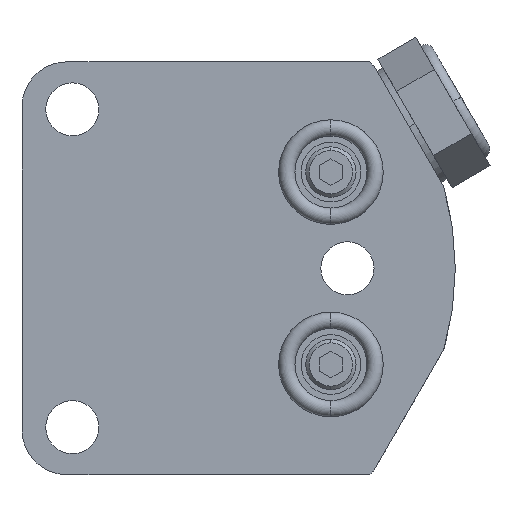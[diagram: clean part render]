
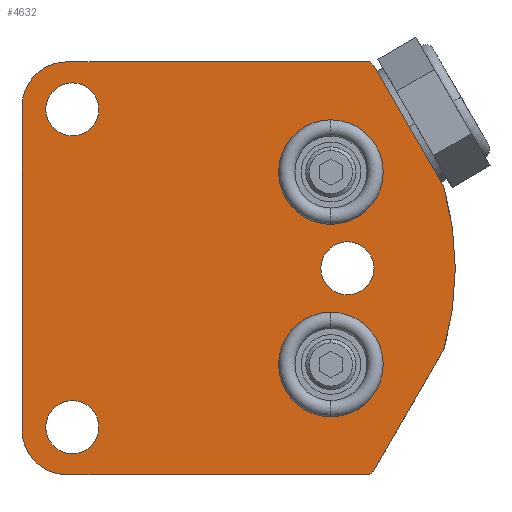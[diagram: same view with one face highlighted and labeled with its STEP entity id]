
A CAD part, left-side view. The second image highlights one B-rep face of the part: STEP entity #4632.
In plain terms, the highlighted planar face has unit normal (-1, 0, 0).
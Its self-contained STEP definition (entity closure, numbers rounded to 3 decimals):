
#1495=CARTESIAN_POINT('',(-26.441,10.592,-17.603));
#1496=DIRECTION('',(-1.,0.,0.));
#1497=DIRECTION('',(0.,1.,0.));
#1498=AXIS2_PLACEMENT_3D('',#1495,#1496,#1497);
#1503=DIRECTION('',(0.,0.,1.));
#1504=VECTOR('',#1503,35.205);
#1505=CARTESIAN_POINT('',(-26.441,15.494,-17.603));
#1506=LINE('',#1505,#1504);
#1510=CARTESIAN_POINT('',(-26.441,10.592,17.603));
#1511=DIRECTION('',(-1.,0.,0.));
#1512=DIRECTION('',(0.,0.,1.));
#1513=AXIS2_PLACEMENT_3D('',#1510,#1511,#1512);
#1518=DIRECTION('',(0.,-1.,0.));
#1519=VECTOR('',#1518,32.989);
#1520=CARTESIAN_POINT('',(-26.441,10.592,22.505));
#1521=LINE('',#1520,#1519);
#1525=CARTESIAN_POINT('',(-26.441,0.,0.));
#1526=DIRECTION('',(1.,0.,0.));
#1527=DIRECTION('',(0.,-0.705,0.709));
#1528=AXIS2_PLACEMENT_3D('',#1525,#1526,#1527);
#1533=DIRECTION('',(0.,-0.5,-0.866));
#1534=VECTOR('',#1533,15.127);
#1535=CARTESIAN_POINT('',(-26.441,-22.923,21.968));
#1536=LINE('',#1535,#1534);
#1540=CARTESIAN_POINT('',(-26.441,0.,0.));
#1541=DIRECTION('',(1.,0.,0.));
#1542=DIRECTION('',(0.,-0.96,0.279));
#1543=AXIS2_PLACEMENT_3D('',#1540,#1541,#1542);
#1548=DIRECTION('',(0.,0.5,-0.866));
#1549=VECTOR('',#1548,15.127);
#1550=CARTESIAN_POINT('',(-26.441,-30.486,-8.868));
#1551=LINE('',#1550,#1549);
#1555=CARTESIAN_POINT('',(-26.441,0.,0.));
#1556=DIRECTION('',(1.,0.,0.));
#1557=DIRECTION('',(0.,-0.722,-0.692));
#1558=AXIS2_PLACEMENT_3D('',#1555,#1556,#1557);
#1563=DIRECTION('',(0.,1.,0.));
#1564=VECTOR('',#1563,32.989);
#1565=CARTESIAN_POINT('',(-26.441,-22.397,-22.505));
#1566=LINE('',#1565,#1564);
#1570=CARTESIAN_POINT('',(-26.441,10.008,17.323));
#1571=DIRECTION('',(-1.,0.,0.));
#1572=DIRECTION('',(0.,-1.,0.));
#1573=AXIS2_PLACEMENT_3D('',#1570,#1571,#1572);
#1578=CARTESIAN_POINT('',(-26.441,10.008,17.323));
#1579=DIRECTION('',(-1.,0.,0.));
#1580=DIRECTION('',(0.,1.,0.));
#1581=AXIS2_PLACEMENT_3D('',#1578,#1579,#1580);
#1586=CARTESIAN_POINT('',(-26.441,10.008,-17.323));
#1587=DIRECTION('',(-1.,0.,0.));
#1588=DIRECTION('',(0.,-1.,0.));
#1589=AXIS2_PLACEMENT_3D('',#1586,#1587,#1588);
#1594=CARTESIAN_POINT('',(-26.441,10.008,-17.323));
#1595=DIRECTION('',(-1.,0.,0.));
#1596=DIRECTION('',(0.,1.,0.));
#1597=AXIS2_PLACEMENT_3D('',#1594,#1595,#1596);
#1602=CARTESIAN_POINT('',(-26.441,-19.99,0.));
#1603=DIRECTION('',(-1.,0.,0.));
#1604=DIRECTION('',(0.,-1.,0.));
#1605=AXIS2_PLACEMENT_3D('',#1602,#1603,#1604);
#1610=CARTESIAN_POINT('',(-26.441,-19.99,0.));
#1611=DIRECTION('',(-1.,0.,0.));
#1612=DIRECTION('',(0.,1.,0.));
#1613=AXIS2_PLACEMENT_3D('',#1610,#1611,#1612);
#1618=CARTESIAN_POINT('',(-26.441,-18.186,10.49));
#1619=DIRECTION('',(1.,0.,0.));
#1620=DIRECTION('',(0.,1.,0.));
#1621=AXIS2_PLACEMENT_3D('',#1618,#1619,#1620);
#1626=CARTESIAN_POINT('',(-26.441,-18.186,10.49));
#1627=DIRECTION('',(1.,0.,0.));
#1628=DIRECTION('',(0.,-1.,0.));
#1629=AXIS2_PLACEMENT_3D('',#1626,#1627,#1628);
#1634=CARTESIAN_POINT('',(-26.441,-18.186,-10.49));
#1635=DIRECTION('',(1.,0.,0.));
#1636=DIRECTION('',(0.,1.,0.));
#1637=AXIS2_PLACEMENT_3D('',#1634,#1635,#1636);
#1642=CARTESIAN_POINT('',(-26.441,-18.186,-10.49));
#1643=DIRECTION('',(1.,0.,0.));
#1644=DIRECTION('',(0.,-1.,0.));
#1645=AXIS2_PLACEMENT_3D('',#1642,#1643,#1644);
#3004=CARTESIAN_POINT('',(-26.441,-22.923,21.968));
#3005=CARTESIAN_POINT('',(-26.441,-30.486,8.868));
#3006=VERTEX_POINT('',#3004);
#3007=VERTEX_POINT('',#3005);
#3024=CARTESIAN_POINT('',(-26.441,7.113,17.323));
#3025=CARTESIAN_POINT('',(-26.441,12.904,17.323));
#3026=VERTEX_POINT('',#3024);
#3027=VERTEX_POINT('',#3025);
#3036=CARTESIAN_POINT('',(-26.441,-12.484,10.49));
#3037=CARTESIAN_POINT('',(-26.441,-23.888,10.49));
#3038=VERTEX_POINT('',#3036);
#3039=VERTEX_POINT('',#3037);
#3052=CARTESIAN_POINT('',(-26.441,-12.484,-10.49));
#3053=CARTESIAN_POINT('',(-26.441,-23.888,-10.49));
#3054=VERTEX_POINT('',#3052);
#3055=VERTEX_POINT('',#3053);
#3129=CARTESIAN_POINT('',(-26.441,7.112,-17.323));
#3130=CARTESIAN_POINT('',(-26.441,12.903,-17.323));
#3131=VERTEX_POINT('',#3129);
#3132=VERTEX_POINT('',#3130);
#3137=CARTESIAN_POINT('',(-26.441,-22.885,0.));
#3138=CARTESIAN_POINT('',(-26.441,-17.094,0.));
#3139=VERTEX_POINT('',#3137);
#3140=VERTEX_POINT('',#3138);
#3159=CARTESIAN_POINT('',(-26.441,-30.486,-8.868));
#3160=VERTEX_POINT('',#3159);
#3161=CARTESIAN_POINT('',(-26.441,-22.923,-21.968));
#3162=VERTEX_POINT('',#3161);
#3174=CARTESIAN_POINT('',(-26.441,10.592,-22.505));
#3176=VERTEX_POINT('',#3174);
#3179=CARTESIAN_POINT('',(-26.441,15.494,-17.603));
#3180=VERTEX_POINT('',#3179);
#3182=CARTESIAN_POINT('',(-26.441,15.494,17.603));
#3184=VERTEX_POINT('',#3182);
#3187=CARTESIAN_POINT('',(-26.441,10.592,22.505));
#3188=VERTEX_POINT('',#3187);
#3189=CARTESIAN_POINT('',(-26.441,-22.397,22.505));
#3190=VERTEX_POINT('',#3189);
#3191=CARTESIAN_POINT('',(-26.441,-22.397,-22.505));
#3192=VERTEX_POINT('',#3191);
#4581=CARTESIAN_POINT('',(-26.441,0.,0.));
#4582=DIRECTION('',(1.,0.,0.));
#4583=DIRECTION('',(0.,0.,-1.));
#4584=AXIS2_PLACEMENT_3D('',#4581,#4582,#4583);
#4585=PLANE('',#4584);
#4586=ORIENTED_EDGE('',*,*,#4562,.F.);
#4588=ORIENTED_EDGE('',*,*,#4587,.T.);
#4590=ORIENTED_EDGE('',*,*,#4589,.F.);
#4592=ORIENTED_EDGE('',*,*,#4591,.T.);
#4593=ORIENTED_EDGE('',*,*,#3547,.T.);
#4594=ORIENTED_EDGE('',*,*,#3531,.T.);
#4595=ORIENTED_EDGE('',*,*,#3583,.T.);
#4596=ORIENTED_EDGE('',*,*,#3638,.T.);
#4598=ORIENTED_EDGE('',*,*,#4597,.T.);
#4599=ORIENTED_EDGE('',*,*,#4573,.T.);
#4600=EDGE_LOOP('',(#4586,#4588,#4590,#4592,#4593,#4594,#4595,#4596,#4598,
#4599));
#4601=FACE_OUTER_BOUND('',#4600,.F.);
#4603=ORIENTED_EDGE('',*,*,#4602,.T.);
#4605=ORIENTED_EDGE('',*,*,#4604,.T.);
#4606=EDGE_LOOP('',(#4603,#4605));
#4607=FACE_BOUND('',#4606,.F.);
#4609=ORIENTED_EDGE('',*,*,#4608,.T.);
#4611=ORIENTED_EDGE('',*,*,#4610,.T.);
#4612=EDGE_LOOP('',(#4609,#4611));
#4613=FACE_BOUND('',#4612,.F.);
#4615=ORIENTED_EDGE('',*,*,#4614,.T.);
#4617=ORIENTED_EDGE('',*,*,#4616,.T.);
#4618=EDGE_LOOP('',(#4615,#4617));
#4619=FACE_BOUND('',#4618,.F.);
#4621=ORIENTED_EDGE('',*,*,#4620,.F.);
#4623=ORIENTED_EDGE('',*,*,#4622,.F.);
#4624=EDGE_LOOP('',(#4621,#4623));
#4625=FACE_BOUND('',#4624,.F.);
#4627=ORIENTED_EDGE('',*,*,#4626,.F.);
#4629=ORIENTED_EDGE('',*,*,#4628,.F.);
#4630=EDGE_LOOP('',(#4627,#4629));
#4631=FACE_BOUND('',#4630,.F.);
#1499=CIRCLE('',#1498,4.902);
#1514=CIRCLE('',#1513,4.902);
#1529=CIRCLE('',#1528,31.75);
#1544=CIRCLE('',#1543,31.75);
#1559=CIRCLE('',#1558,31.75);
#1574=CIRCLE('',#1573,2.896);
#1582=CIRCLE('',#1581,2.896);
#1590=CIRCLE('',#1589,2.896);
#1598=CIRCLE('',#1597,2.896);
#1606=CIRCLE('',#1605,2.896);
#1614=CIRCLE('',#1613,2.896);
#1622=CIRCLE('',#1621,5.702);
#1630=CIRCLE('',#1629,5.702);
#1638=CIRCLE('',#1637,5.702);
#1646=CIRCLE('',#1645,5.702);
#3531=EDGE_CURVE('',#3006,#3007,#1536,.T.);
#3547=EDGE_CURVE('',#3190,#3006,#1529,.T.);
#3583=EDGE_CURVE('',#3007,#3160,#1544,.T.);
#3638=EDGE_CURVE('',#3160,#3162,#1551,.T.);
#4562=EDGE_CURVE('',#3180,#3176,#1499,.T.);
#4573=EDGE_CURVE('',#3192,#3176,#1566,.T.);
#4587=EDGE_CURVE('',#3180,#3184,#1506,.T.);
#4589=EDGE_CURVE('',#3188,#3184,#1514,.T.);
#4591=EDGE_CURVE('',#3188,#3190,#1521,.T.);
#4597=EDGE_CURVE('',#3162,#3192,#1559,.T.);
#4602=EDGE_CURVE('',#3026,#3027,#1574,.T.);
#4604=EDGE_CURVE('',#3027,#3026,#1582,.T.);
#4608=EDGE_CURVE('',#3131,#3132,#1590,.T.);
#4610=EDGE_CURVE('',#3132,#3131,#1598,.T.);
#4614=EDGE_CURVE('',#3139,#3140,#1606,.T.);
#4616=EDGE_CURVE('',#3140,#3139,#1614,.T.);
#4620=EDGE_CURVE('',#3038,#3039,#1622,.T.);
#4622=EDGE_CURVE('',#3039,#3038,#1630,.T.);
#4626=EDGE_CURVE('',#3054,#3055,#1638,.T.);
#4628=EDGE_CURVE('',#3055,#3054,#1646,.T.);
#4632=ADVANCED_FACE('',(#4601,#4607,#4613,#4619,#4625,#4631),#4585,.F.);
